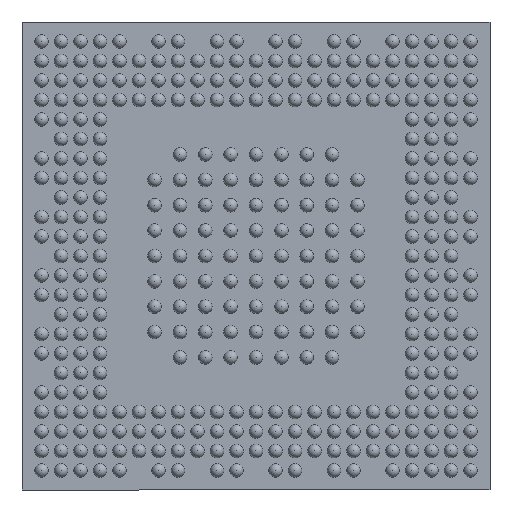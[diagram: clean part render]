
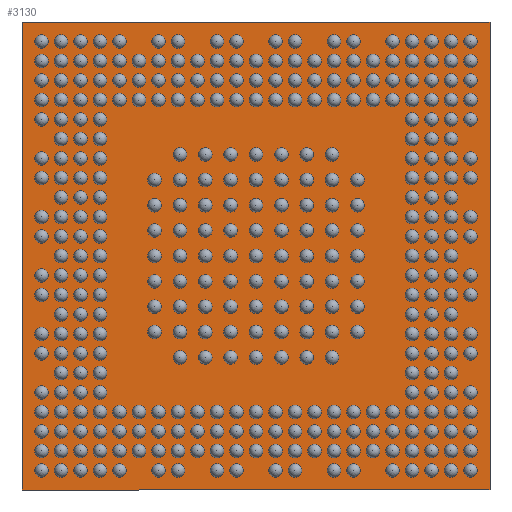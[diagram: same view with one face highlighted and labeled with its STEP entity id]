
A CAD part, front view. The second image highlights one B-rep face of the part: STEP entity #3130.
In plain terms, the highlighted planar face has unit normal (0, -1, 0).
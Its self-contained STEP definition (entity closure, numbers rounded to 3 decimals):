
#1503 = CARTESIAN_POINT ( 'NONE',  ( 0., 0.15, 0. ) ) ;
#1668 = LINE ( 'NONE', #1679, #11370 ) ;
#1679 = CARTESIAN_POINT ( 'NONE',  ( -6., 0.15, -6. ) ) ;
#1891 = LINE ( 'NONE', #4320, #13467 ) ;
#2976 = DIRECTION ( 'NONE',  ( 1., 0., 0. ) ) ;
#3130 = ADVANCED_FACE ( 'NONE', ( #5616 ), #13398, .T. ) ;
#4320 = CARTESIAN_POINT ( 'NONE',  ( -6., 0.15, 6. ) ) ;
#4402 = CARTESIAN_POINT ( 'NONE',  ( -6., 0.15, 6. ) ) ;
#4459 = EDGE_CURVE ( 'NONE', #10947, #18903, #9757, .T. ) ;
#4526 = DIRECTION ( 'NONE',  ( 0., -1., 0. ) ) ;
#5273 = CARTESIAN_POINT ( 'NONE',  ( -6., 0.15, 6. ) ) ;
#5616 = FACE_OUTER_BOUND ( 'NONE', #18811, .T. ) ;
#5801 = EDGE_CURVE ( 'NONE', #6494, #14752, #1891, .T. ) ;
#5978 = DIRECTION ( 'NONE',  ( 1., 0., 0. ) ) ;
#6225 = CARTESIAN_POINT ( 'NONE',  ( 6., 0.15, 6. ) ) ;
#6494 = VERTEX_POINT ( 'NONE', #4402 ) ;
#9757 = LINE ( 'NONE', #6225, #18913 ) ;
#10726 = EDGE_CURVE ( 'NONE', #14752, #10947, #1668, .T. ) ;
#10947 = VERTEX_POINT ( 'NONE', #12366 ) ;
#11370 = VECTOR ( 'NONE', #2976, 1000. ) ;
#11550 = AXIS2_PLACEMENT_3D ( 'NONE', #1503, #4526, #5978 ) ;
#11654 = ORIENTED_EDGE ( 'NONE', *, *, #10726, .T. ) ;
#11910 = CARTESIAN_POINT ( 'NONE',  ( -6., 0.15, -6. ) ) ;
#12118 = EDGE_CURVE ( 'NONE', #18903, #6494, #12414, .T. ) ;
#12366 = CARTESIAN_POINT ( 'NONE',  ( 6., 0.15, -6. ) ) ;
#12414 = LINE ( 'NONE', #5273, #12659 ) ;
#12659 = VECTOR ( 'NONE', #18615, 1000. ) ;
#13398 = PLANE ( 'NONE',  #11550 ) ;
#13467 = VECTOR ( 'NONE', #19394, 1000. ) ;
#14752 = VERTEX_POINT ( 'NONE', #11910 ) ;
#15413 = ORIENTED_EDGE ( 'NONE', *, *, #12118, .T. ) ;
#16842 = DIRECTION ( 'NONE',  ( 0., 0., 1. ) ) ;
#16866 = ORIENTED_EDGE ( 'NONE', *, *, #5801, .T. ) ;
#17120 = CARTESIAN_POINT ( 'NONE',  ( 6., 0.15, 6. ) ) ;
#18615 = DIRECTION ( 'NONE',  ( -1., 0., 0. ) ) ;
#18811 = EDGE_LOOP ( 'NONE', ( #16866, #11654, #19186, #15413 ) ) ;
#18903 = VERTEX_POINT ( 'NONE', #17120 ) ;
#18913 = VECTOR ( 'NONE', #16842, 1000. ) ;
#19186 = ORIENTED_EDGE ( 'NONE', *, *, #4459, .T. ) ;
#19394 = DIRECTION ( 'NONE',  ( 0., 0., -1. ) ) ;
